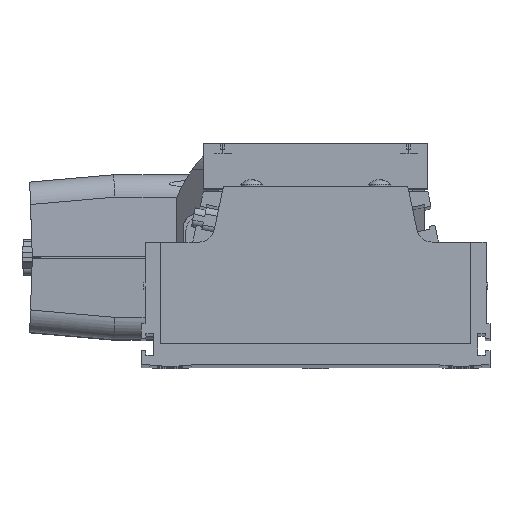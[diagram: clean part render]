
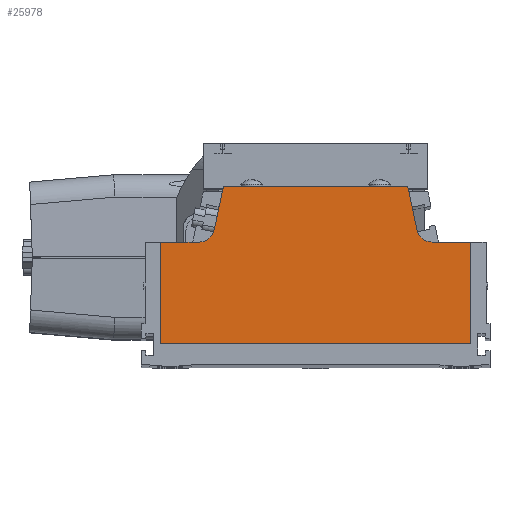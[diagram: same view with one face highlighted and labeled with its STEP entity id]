
A CAD part, top view. The second image highlights one B-rep face of the part: STEP entity #25978.
In plain terms, the highlighted planar face has unit normal (0, 0, 1).
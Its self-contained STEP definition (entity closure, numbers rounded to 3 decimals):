
#223 = LINE ( 'NONE', #7677, #5976 ) ;
#773 = CARTESIAN_POINT ( 'NONE',  ( 40., -23.13, 472.5 ) ) ;
#1589 = DIRECTION ( 'NONE',  ( -1., 0., 0. ) ) ;
#1720 = VERTEX_POINT ( 'NONE', #1766 ) ;
#1745 = LINE ( 'NONE', #6795, #11559 ) ;
#1766 = CARTESIAN_POINT ( 'NONE',  ( 30.049, 3., 472.5 ) ) ;
#2725 = VECTOR ( 'NONE', #21892, 1000. ) ;
#3027 = CARTESIAN_POINT ( 'NONE',  ( 40., 3., 472.5 ) ) ;
#4130 = ORIENTED_EDGE ( 'NONE', *, *, #9755, .F. ) ;
#4178 = CARTESIAN_POINT ( 'NONE',  ( -23.784, 17.45, 472.5 ) ) ;
#4230 = DIRECTION ( 'NONE',  ( 1., 0., 0. ) ) ;
#4260 = VECTOR ( 'NONE', #1589, 1000. ) ;
#4271 = EDGE_CURVE ( 'NONE', #14247, #12154, #30365, .T. ) ;
#4615 = VECTOR ( 'NONE', #30516, 1000. ) ;
#4829 = VERTEX_POINT ( 'NONE', #8952 ) ;
#4858 = DIRECTION ( 'NONE',  ( -1., 0., 0. ) ) ;
#5567 = CARTESIAN_POINT ( 'NONE',  ( 23.784, 17.45, 472.5 ) ) ;
#5887 = EDGE_CURVE ( 'NONE', #1720, #6186, #24104, .T. ) ;
#5976 = VECTOR ( 'NONE', #24427, 1000. ) ;
#6066 = DIRECTION ( 'NONE',  ( -1., 0., 0. ) ) ;
#6186 = VERTEX_POINT ( 'NONE', #9844 ) ;
#6434 = LINE ( 'NONE', #14368, #14847 ) ;
#6724 = DIRECTION ( 'NONE',  ( 0., 0., -1. ) ) ;
#6795 = CARTESIAN_POINT ( 'NONE',  ( -40., -23.13, 472.5 ) ) ;
#7164 = ORIENTED_EDGE ( 'NONE', *, *, #18838, .F. ) ;
#7192 = CARTESIAN_POINT ( 'NONE',  ( 30.049, 7., 472.5 ) ) ;
#7677 = CARTESIAN_POINT ( 'NONE',  ( -40., 3., 472.5 ) ) ;
#8105 = EDGE_CURVE ( 'NONE', #14889, #1720, #223, .T. ) ;
#8505 = CIRCLE ( 'NONE', #26680, 4. ) ;
#8813 = VECTOR ( 'NONE', #30728, 1000. ) ;
#8952 = CARTESIAN_POINT ( 'NONE',  ( -26.133, 6.184, 472.5 ) ) ;
#9197 = LINE ( 'NONE', #11734, #8813 ) ;
#9348 = DIRECTION ( 'NONE',  ( -1., 0., 0. ) ) ;
#9710 = ORIENTED_EDGE ( 'NONE', *, *, #20556, .F. ) ;
#9755 = EDGE_CURVE ( 'NONE', #15276, #12154, #1745, .T. ) ;
#9757 = CARTESIAN_POINT ( 'NONE',  ( -30.049, 3., 472.5 ) ) ;
#9844 = CARTESIAN_POINT ( 'NONE',  ( 26.133, 6.184, 472.5 ) ) ;
#10181 = VERTEX_POINT ( 'NONE', #9757 ) ;
#10488 = EDGE_LOOP ( 'NONE', ( #16662, #13369, #26890, #7164, #29451, #9710, #21185, #23924, #16325, #4130 ) ) ;
#10490 = AXIS2_PLACEMENT_3D ( 'NONE', #7192, #6724, #29057 ) ;
#10751 = CARTESIAN_POINT ( 'NONE',  ( -40., 84.488, 472.5 ) ) ;
#11238 = CARTESIAN_POINT ( 'NONE',  ( -40., -23.13, 472.5 ) ) ;
#11296 = CARTESIAN_POINT ( 'NONE',  ( -40., 84.488, 472.5 ) ) ;
#11559 = VECTOR ( 'NONE', #9348, 1000. ) ;
#11734 = CARTESIAN_POINT ( 'NONE',  ( -26.797, 3., 472.5 ) ) ;
#12154 = VERTEX_POINT ( 'NONE', #11238 ) ;
#13369 = ORIENTED_EDGE ( 'NONE', *, *, #8105, .T. ) ;
#14247 = VERTEX_POINT ( 'NONE', #28259 ) ;
#14368 = CARTESIAN_POINT ( 'NONE',  ( -23.784, 17.45, 472.5 ) ) ;
#14383 = DIRECTION ( 'NONE',  ( 0., 0., -1. ) ) ;
#14793 = CARTESIAN_POINT ( 'NONE',  ( 23.784, 17.45, 472.5 ) ) ;
#14847 = VECTOR ( 'NONE', #4230, 1000. ) ;
#14864 = VERTEX_POINT ( 'NONE', #5567 ) ;
#14889 = VERTEX_POINT ( 'NONE', #3027 ) ;
#15276 = VERTEX_POINT ( 'NONE', #773 ) ;
#16023 = DIRECTION ( 'NONE',  ( 0., 0., -1. ) ) ;
#16325 = ORIENTED_EDGE ( 'NONE', *, *, #4271, .T. ) ;
#16541 = EDGE_CURVE ( 'NONE', #4829, #10181, #8505, .T. ) ;
#16662 = ORIENTED_EDGE ( 'NONE', *, *, #17189, .F. ) ;
#17189 = EDGE_CURVE ( 'NONE', #14889, #15276, #22222, .T. ) ;
#17630 = DIRECTION ( 'NONE',  ( 0., -1., 0. ) ) ;
#18079 = FACE_OUTER_BOUND ( 'NONE', #10488, .T. ) ;
#18312 = EDGE_CURVE ( 'NONE', #28479, #14864, #6434, .T. ) ;
#18838 = EDGE_CURVE ( 'NONE', #14864, #6186, #19359, .T. ) ;
#18980 = CARTESIAN_POINT ( 'NONE',  ( -40., 3., 472.5 ) ) ;
#19103 = VECTOR ( 'NONE', #17630, 1000. ) ;
#19359 = LINE ( 'NONE', #14793, #2725 ) ;
#20556 = EDGE_CURVE ( 'NONE', #4829, #28479, #9197, .T. ) ;
#20604 = EDGE_CURVE ( 'NONE', #10181, #14247, #21202, .T. ) ;
#21185 = ORIENTED_EDGE ( 'NONE', *, *, #16541, .T. ) ;
#21202 = LINE ( 'NONE', #18980, #4260 ) ;
#21892 = DIRECTION ( 'NONE',  ( 0.204, -0.979, 0. ) ) ;
#22054 = CARTESIAN_POINT ( 'NONE',  ( 40., 84.488, 472.5 ) ) ;
#22222 = LINE ( 'NONE', #22054, #19103 ) ;
#23924 = ORIENTED_EDGE ( 'NONE', *, *, #20604, .T. ) ;
#24104 = CIRCLE ( 'NONE', #10490, 4. ) ;
#24427 = DIRECTION ( 'NONE',  ( -1., 0., 0. ) ) ;
#25978 = ADVANCED_FACE ( 'NONE', ( #18079 ), #30443, .F. ) ;
#26680 = AXIS2_PLACEMENT_3D ( 'NONE', #28627, #14383, #4858 ) ;
#26890 = ORIENTED_EDGE ( 'NONE', *, *, #5887, .T. ) ;
#27517 = AXIS2_PLACEMENT_3D ( 'NONE', #11296, #16023, #6066 ) ;
#28259 = CARTESIAN_POINT ( 'NONE',  ( -40., 3., 472.5 ) ) ;
#28479 = VERTEX_POINT ( 'NONE', #4178 ) ;
#28627 = CARTESIAN_POINT ( 'NONE',  ( -30.049, 7., 472.5 ) ) ;
#29057 = DIRECTION ( 'NONE',  ( -1., 0., 0. ) ) ;
#29451 = ORIENTED_EDGE ( 'NONE', *, *, #18312, .F. ) ;
#30365 = LINE ( 'NONE', #10751, #4615 ) ;
#30443 = PLANE ( 'NONE',  #27517 ) ;
#30516 = DIRECTION ( 'NONE',  ( 0., -1., 0. ) ) ;
#30728 = DIRECTION ( 'NONE',  ( 0.204, 0.979, 0. ) ) ;
